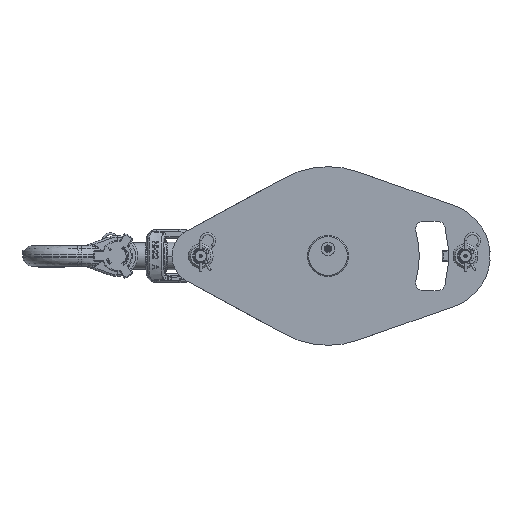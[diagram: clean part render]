
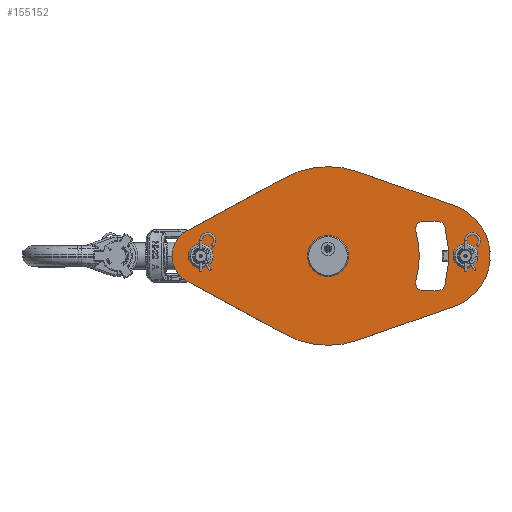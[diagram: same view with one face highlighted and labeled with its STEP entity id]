
A CAD part, left-side view. The second image highlights one B-rep face of the part: STEP entity #155152.
In plain terms, the highlighted planar face has unit normal (-1, 0, 0).
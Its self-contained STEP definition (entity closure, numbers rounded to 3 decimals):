
#90571=CARTESIAN_POINT('',(-1.16,-23.182,1.625));
#90572=DIRECTION('',(1.,0.,0.));
#90573=DIRECTION('',(0.,0.963,-0.268));
#90574=AXIS2_PLACEMENT_3D('',#90571,#90572,#90573);
#90601=CARTESIAN_POINT('',(-1.16,-23.182,-1.625));
#90602=DIRECTION('',(1.,0.,0.));
#90603=DIRECTION('',(0.,0.,-1.));
#90604=AXIS2_PLACEMENT_3D('',#90601,#90602,#90603);
#90631=CARTESIAN_POINT('',(-1.16,-23.988,-1.625));
#90632=DIRECTION('',(1.,0.,0.));
#90633=DIRECTION('',(0.,-0.971,-0.238));
#90634=AXIS2_PLACEMENT_3D('',#90631,#90632,#90633);
#90661=CARTESIAN_POINT('',(-1.16,-23.988,1.625));
#90662=DIRECTION('',(1.,0.,0.));
#90663=DIRECTION('',(0.,0.,1.));
#90664=AXIS2_PLACEMENT_3D('',#90661,#90662,#90663);
#90677=DIRECTION('',(0.,-0.879,-0.476));
#90678=VECTOR('',#90677,6.815);
#90679=CARTESIAN_POINT('',(-1.16,-8.761,-1.539));
#90680=LINE('',#90679,#90678);
#90684=CARTESIAN_POINT('',(-1.16,-9.594,0.));
#90685=DIRECTION('',(-1.,0.,0.));
#90686=DIRECTION('',(0.,0.476,0.879));
#90687=AXIS2_PLACEMENT_3D('',#90684,#90685,#90686);
#90692=DIRECTION('',(0.,0.879,-0.476));
#90693=VECTOR('',#90692,6.815);
#90694=CARTESIAN_POINT('',(-1.16,-14.754,4.784));
#90695=LINE('',#90694,#90693);
#90699=CARTESIAN_POINT('',(-1.16,-17.344,0.));
#90700=DIRECTION('',(-1.,0.,0.));
#90701=DIRECTION('',(0.,-0.33,0.944));
#90702=AXIS2_PLACEMENT_3D('',#90699,#90700,#90701);
#90707=DIRECTION('',(0.,0.944,0.33));
#90708=VECTOR('',#90707,6.258);
#90709=CARTESIAN_POINT('',(-1.16,-25.048,3.068));
#90710=LINE('',#90709,#90708);
#90714=CARTESIAN_POINT('',(-1.16,-23.974,0.));
#90715=DIRECTION('',(-1.,0.,0.));
#90716=DIRECTION('',(0.,-0.33,-0.944));
#90717=AXIS2_PLACEMENT_3D('',#90714,#90715,#90716);
#90722=DIRECTION('',(0.,-0.944,0.33));
#90723=VECTOR('',#90722,6.258);
#90724=CARTESIAN_POINT('',(-1.16,-19.141,-5.135));
#90725=LINE('',#90724,#90723);
#90729=CARTESIAN_POINT('',(-1.16,-17.344,0.));
#90730=DIRECTION('',(-1.,0.,0.));
#90731=DIRECTION('',(0.,0.476,-0.879));
#90732=AXIS2_PLACEMENT_3D('',#90729,#90730,#90731);
#90737=CARTESIAN_POINT('',(-1.16,-17.344,0.));
#90738=DIRECTION('',(-1.,0.,0.));
#90739=DIRECTION('',(0.,-0.971,-0.238));
#90740=AXIS2_PLACEMENT_3D('',#90737,#90738,#90739);
#90745=DIRECTION('',(0.,1.,0.));
#90746=VECTOR('',#90745,0.806);
#90747=CARTESIAN_POINT('',(-1.16,-23.988,2.125));
#90748=LINE('',#90747,#90746);
#90752=CARTESIAN_POINT('',(-1.16,-17.344,0.));
#90753=DIRECTION('',(-1.,0.,0.));
#90754=DIRECTION('',(0.,-0.963,-0.268));
#90755=AXIS2_PLACEMENT_3D('',#90752,#90753,#90754);
#90760=DIRECTION('',(0.,-1.,0.));
#90761=VECTOR('',#90760,0.806);
#90762=CARTESIAN_POINT('',(-1.16,-23.182,-2.125));
#90763=LINE('',#90762,#90761);
#90767=CARTESIAN_POINT('',(-1.16,-9.594,0.));
#90768=DIRECTION('',(1.,0.,0.));
#90769=DIRECTION('',(0.,1.,0.));
#90770=AXIS2_PLACEMENT_3D('',#90767,#90768,#90769);
#90775=CARTESIAN_POINT('',(-1.16,-9.594,0.));
#90776=DIRECTION('',(1.,0.,0.));
#90777=DIRECTION('',(0.,-1.,0.));
#90778=AXIS2_PLACEMENT_3D('',#90775,#90776,#90777);
#90783=CARTESIAN_POINT('',(-1.16,-25.724,0.));
#90784=DIRECTION('',(1.,0.,0.));
#90785=DIRECTION('',(0.,1.,0.));
#90786=AXIS2_PLACEMENT_3D('',#90783,#90784,#90785);
#90791=CARTESIAN_POINT('',(-1.16,-25.724,0.));
#90792=DIRECTION('',(1.,0.,0.));
#90793=DIRECTION('',(0.,-1.,0.));
#90794=AXIS2_PLACEMENT_3D('',#90791,#90792,#90793);
#90799=CARTESIAN_POINT('',(-1.16,-17.344,0.));
#90800=DIRECTION('',(-1.,0.,0.));
#90801=DIRECTION('',(0.,1.,0.));
#90802=AXIS2_PLACEMENT_3D('',#90799,#90800,#90801);
#90807=CARTESIAN_POINT('',(-1.16,-17.344,0.));
#90808=DIRECTION('',(-1.,0.,0.));
#90809=DIRECTION('',(0.,-1.,0.));
#90810=AXIS2_PLACEMENT_3D('',#90807,#90808,#90809);
#148128=CARTESIAN_POINT('',(-1.16,-8.761,-1.539));
#148129=CARTESIAN_POINT('',(-1.16,-14.754,-4.784));
#148130=VERTEX_POINT('',#148128);
#148131=VERTEX_POINT('',#148129);
#148132=CARTESIAN_POINT('',(-1.16,-19.141,-5.135));
#148133=VERTEX_POINT('',#148132);
#148134=CARTESIAN_POINT('',(-1.16,-14.754,4.784));
#148135=CARTESIAN_POINT('',(-1.16,-8.761,1.539));
#148136=VERTEX_POINT('',#148134);
#148137=VERTEX_POINT('',#148135);
#148142=CARTESIAN_POINT('',(-1.16,-25.048,-3.068));
#148143=VERTEX_POINT('',#148142);
#148144=CARTESIAN_POINT('',(-1.16,-25.048,3.068));
#148145=VERTEX_POINT('',#148144);
#148146=CARTESIAN_POINT('',(-1.16,-19.141,5.135));
#148147=VERTEX_POINT('',#148146);
#148148=CARTESIAN_POINT('',(-1.16,-22.7,1.491));
#148150=VERTEX_POINT('',#148148);
#148152=CARTESIAN_POINT('',(-1.16,-23.182,2.125));
#148154=VERTEX_POINT('',#148152);
#148156=CARTESIAN_POINT('',(-1.16,-23.988,2.125));
#148158=VERTEX_POINT('',#148156);
#148160=CARTESIAN_POINT('',(-1.16,-24.474,1.744));
#148162=VERTEX_POINT('',#148160);
#148164=CARTESIAN_POINT('',(-1.16,-23.182,-2.125));
#148166=VERTEX_POINT('',#148164);
#148168=CARTESIAN_POINT('',(-1.16,-22.7,-1.491));
#148170=VERTEX_POINT('',#148168);
#148172=CARTESIAN_POINT('',(-1.16,-24.474,-1.744));
#148174=VERTEX_POINT('',#148172);
#148176=CARTESIAN_POINT('',(-1.16,-23.988,-2.125));
#148178=VERTEX_POINT('',#148176);
#148284=CARTESIAN_POINT('',(-1.16,-8.844,0.));
#148285=CARTESIAN_POINT('',(-1.16,-10.344,0.));
#148286=VERTEX_POINT('',#148284);
#148287=VERTEX_POINT('',#148285);
#148296=CARTESIAN_POINT('',(-1.16,-24.974,0.));
#148297=CARTESIAN_POINT('',(-1.16,-26.474,0.));
#148298=VERTEX_POINT('',#148296);
#148299=VERTEX_POINT('',#148297);
#151176=CARTESIAN_POINT('',(-1.16,-16.094,0.));
#151177=CARTESIAN_POINT('',(-1.16,-18.594,0.));
#151178=VERTEX_POINT('',#151176);
#151179=VERTEX_POINT('',#151177);
#155101=CARTESIAN_POINT('',(-1.16,-9.594,0.));
#155102=DIRECTION('',(-1.,0.,0.));
#155103=DIRECTION('',(0.,0.,-1.));
#155104=AXIS2_PLACEMENT_3D('',#155101,#155102,#155103);
#155105=PLANE('',#155104);
#155107=ORIENTED_EDGE('',*,*,#155106,.F.);
#155109=ORIENTED_EDGE('',*,*,#155108,.F.);
#155111=ORIENTED_EDGE('',*,*,#155110,.F.);
#155113=ORIENTED_EDGE('',*,*,#155112,.F.);
#155115=ORIENTED_EDGE('',*,*,#155114,.F.);
#155117=ORIENTED_EDGE('',*,*,#155116,.F.);
#155119=ORIENTED_EDGE('',*,*,#155118,.F.);
#155121=ORIENTED_EDGE('',*,*,#155120,.F.);
#155122=EDGE_LOOP('',(#155107,#155109,#155111,#155113,#155115,#155117,#155119,
#155121));
#155123=FACE_OUTER_BOUND('',#155122,.F.);
#155124=ORIENTED_EDGE('',*,*,#155081,.T.);
#155125=ORIENTED_EDGE('',*,*,#155094,.F.);
#155126=ORIENTED_EDGE('',*,*,#154996,.T.);
#155127=ORIENTED_EDGE('',*,*,#155011,.F.);
#155128=ORIENTED_EDGE('',*,*,#155027,.F.);
#155129=ORIENTED_EDGE('',*,*,#155039,.F.);
#155130=ORIENTED_EDGE('',*,*,#155055,.T.);
#155131=ORIENTED_EDGE('',*,*,#155067,.F.);
#155132=EDGE_LOOP('',(#155124,#155125,#155126,#155127,#155128,#155129,#155130,
#155131));
#155133=FACE_BOUND('',#155132,.F.);
#155135=ORIENTED_EDGE('',*,*,#155134,.F.);
#155137=ORIENTED_EDGE('',*,*,#155136,.F.);
#155138=EDGE_LOOP('',(#155135,#155137));
#155139=FACE_BOUND('',#155138,.F.);
#155141=ORIENTED_EDGE('',*,*,#155140,.F.);
#155143=ORIENTED_EDGE('',*,*,#155142,.F.);
#155144=EDGE_LOOP('',(#155141,#155143));
#155145=FACE_BOUND('',#155144,.F.);
#155147=ORIENTED_EDGE('',*,*,#155146,.T.);
#155149=ORIENTED_EDGE('',*,*,#155148,.T.);
#155150=EDGE_LOOP('',(#155147,#155149));
#155151=FACE_BOUND('',#155150,.F.);
#90575=CIRCLE('',#90574,0.5);
#90605=CIRCLE('',#90604,0.5);
#90635=CIRCLE('',#90634,0.5);
#90665=CIRCLE('',#90664,0.5);
#90688=CIRCLE('',#90687,1.75);
#90703=CIRCLE('',#90702,5.44);
#90718=CIRCLE('',#90717,3.25);
#90733=CIRCLE('',#90732,5.44);
#90741=CIRCLE('',#90740,7.34);
#90756=CIRCLE('',#90755,5.56);
#90771=CIRCLE('',#90770,0.75);
#90779=CIRCLE('',#90778,0.75);
#90787=CIRCLE('',#90786,0.75);
#90795=CIRCLE('',#90794,0.75);
#90803=CIRCLE('',#90802,1.25);
#90811=CIRCLE('',#90810,1.25);
#154996=EDGE_CURVE('',#148158,#148154,#90748,.T.);
#155011=EDGE_CURVE('',#148150,#148154,#90575,.T.);
#155027=EDGE_CURVE('',#148170,#148150,#90756,.T.);
#155039=EDGE_CURVE('',#148166,#148170,#90605,.T.);
#155055=EDGE_CURVE('',#148166,#148178,#90763,.T.);
#155067=EDGE_CURVE('',#148174,#148178,#90635,.T.);
#155081=EDGE_CURVE('',#148174,#148162,#90741,.T.);
#155094=EDGE_CURVE('',#148158,#148162,#90665,.T.);
#155106=EDGE_CURVE('',#148130,#148131,#90680,.T.);
#155108=EDGE_CURVE('',#148137,#148130,#90688,.T.);
#155110=EDGE_CURVE('',#148136,#148137,#90695,.T.);
#155112=EDGE_CURVE('',#148147,#148136,#90703,.T.);
#155114=EDGE_CURVE('',#148145,#148147,#90710,.T.);
#155116=EDGE_CURVE('',#148143,#148145,#90718,.T.);
#155118=EDGE_CURVE('',#148133,#148143,#90725,.T.);
#155120=EDGE_CURVE('',#148131,#148133,#90733,.T.);
#155134=EDGE_CURVE('',#148286,#148287,#90771,.T.);
#155136=EDGE_CURVE('',#148287,#148286,#90779,.T.);
#155140=EDGE_CURVE('',#148298,#148299,#90787,.T.);
#155142=EDGE_CURVE('',#148299,#148298,#90795,.T.);
#155146=EDGE_CURVE('',#151178,#151179,#90803,.T.);
#155148=EDGE_CURVE('',#151179,#151178,#90811,.T.);
#155152=ADVANCED_FACE('',(#155123,#155133,#155139,#155145,#155151),#155105,.T.);
